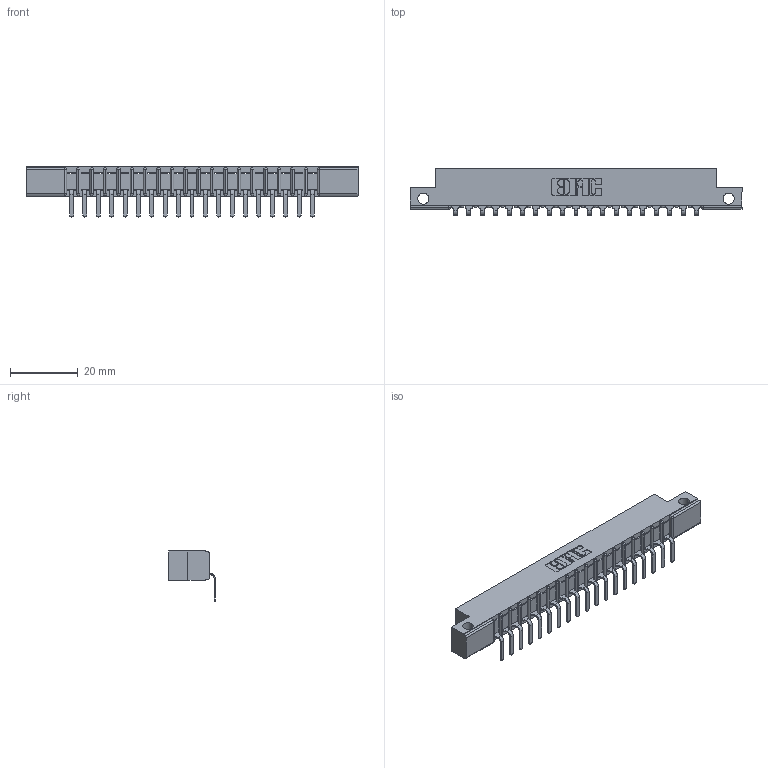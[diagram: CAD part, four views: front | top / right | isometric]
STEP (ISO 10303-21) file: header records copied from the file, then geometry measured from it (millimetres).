
FILE_DESCRIPTION (( 'STEP AP203' ), '1' );
FILE_NAME ('357-019-559-112.STEP', '2022-07-12T22:43:21', ( '' ), ( '' ), 'SwSTEP 2.0', 'SolidWorks 2020', '' );
FILE_SCHEMA (( 'CONFIG_CONTROL_DESIGN' ));
Length unit declared in the file: inch
Products named in the file (3): 357-019-559-112; 307 Part_.128 Dia Side Mounting Holes; 307-290-001_558 559 - 1 (Single)
Assembly tree (20 placements, depth 2):
  357-019-559-112
    307 Part_.128 Dia Side Mounting Holes
    307-290-001_558 559 - 1 (Single)  x19
Bounding box: 98.3 x 13.7 x 14.81 mm (x, y, z)
Volume: 6148.1 mm3; surface area: 9319.8 mm2
Topology: 20 solids, 20 shells, 1278 faces, 3629 edges, 2338 vertices
Faces by surface type: plane 811, cylinder 427, sphere 40
Entity records: 19230 total; most frequent: CARTESIAN_POINT 3232, ORIENTED_EDGE 3218, DIRECTION 3157, EDGE_CURVE 1609, VECTOR 1223, LINE 1223, VERTEX_POINT 1042, AXIS2_PLACEMENT_3D 967
